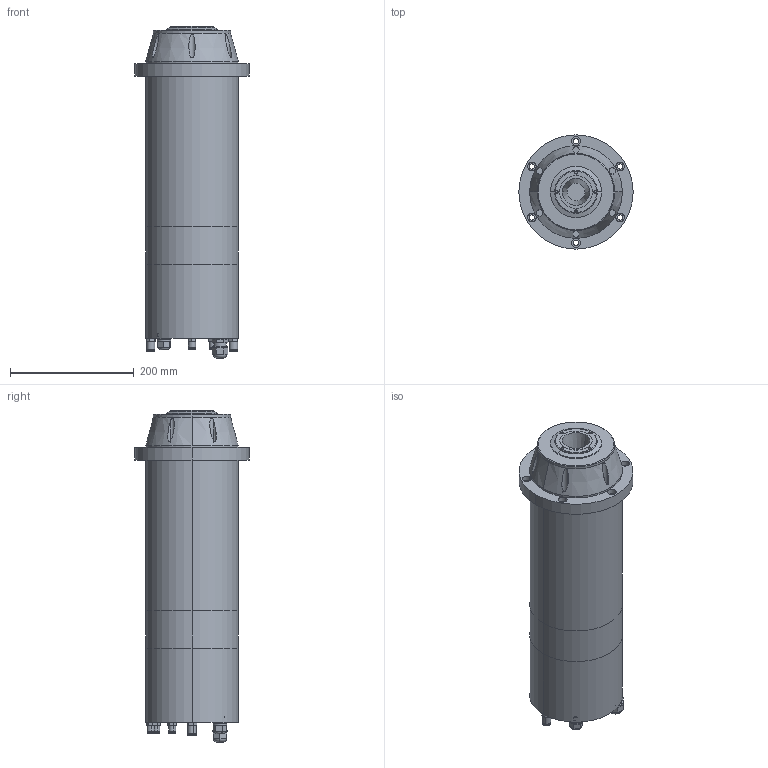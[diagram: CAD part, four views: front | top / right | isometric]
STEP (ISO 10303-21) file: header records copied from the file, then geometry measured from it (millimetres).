
FILE_DESCRIPTION (( 'STEP AP214' ), '1' );
FILE_NAME ('GDL150（法兰505.5）-40-12Z-12-4P.STEP', '2021-05-21T05:03:29', ( '电脑' ), ( '' ), 'SwSTEP 2.0', 'SolidWorks 2018', '' );
FILE_SCHEMA (( 'AUTOMOTIVE_DESIGN' ));
Length unit declared in the file: millimetre
Products named in the file (10): 150イ詰裔; 陓瘍羲壽M12; GDL150-40-12Z-12-4P儂褲; 籵蚚M10阨郲; GDL150-40-12Z-12-4P气缸2; GDL150-40-12Z-12-4P气缸1; GDL150（法兰505.5）-40-12Z-12-4P; GDL150-40-12Z-12-4P前螺母; 籵蚚M10ァ郲; 萇埭羲壽M16
Assembly tree (12 placements, depth 3):
  GDL150（法兰505.5）-40-12Z-12-4P
    GDL150-40-12Z-12-4P儂褲
    GDL150-40-12Z-12-4P前螺母
    GDL150-40-12Z-12-4P气缸1
    150イ詰裔
      GDL150-40-12Z-12-4P气缸2
      萇埭羲壽M16
      籵蚚M10ァ郲  x3
      籵蚚M10阨郲  x2
      陓瘍羲壽M12
Bounding box: 185 x 185 x 537.47 mm (x, y, z)
Volume: 8791239.2 mm3; surface area: 428871 mm2
Topology: 11 solids, 11 shells, 359 faces, 804 edges, 496 vertices
Faces by surface type: cylinder 164, plane 149, cone 42, torus 4
Entity records: 9292 total; most frequent: CARTESIAN_POINT 1905, DIRECTION 1544, ORIENTED_EDGE 1264, EDGE_CURVE 632, AXIS2_PLACEMENT_3D 615, VERTEX_POINT 400, EDGE_LOOP 370, VECTOR 314
